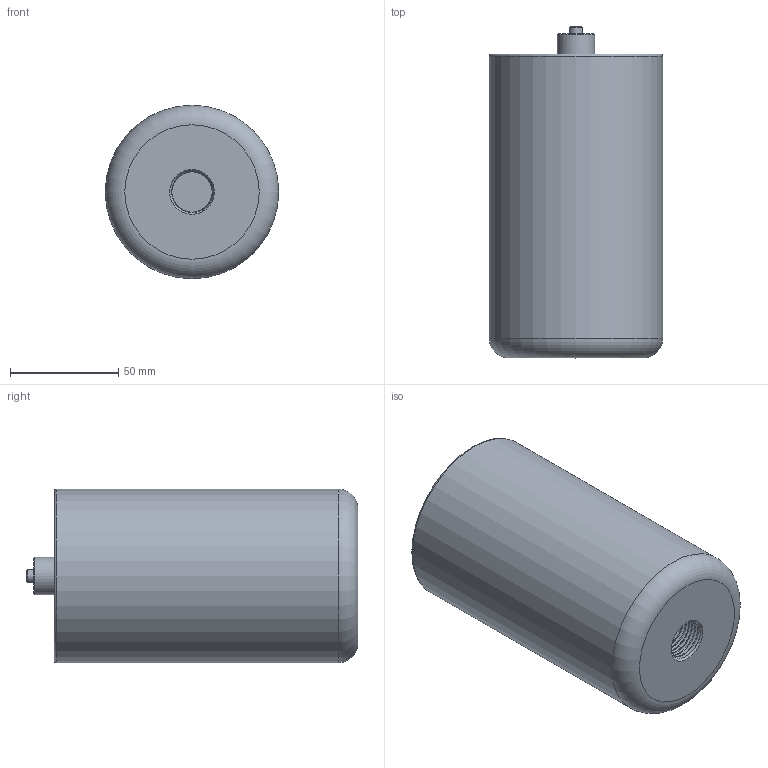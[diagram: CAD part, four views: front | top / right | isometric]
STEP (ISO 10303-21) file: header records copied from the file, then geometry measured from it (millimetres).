
FILE_DESCRIPTION (( 'STEP AP214' ), '1' );
FILE_NAME ('U002A01X1-PC.STEP', '2019-10-24T09:43:58', ( '' ), ( '' ), 'SwSTEP 2.0', 'SolidWorks 2020', '' );
FILE_SCHEMA (( 'AUTOMOTIVE_DESIGN' ));
Length unit declared in the file: millimetre
Products named in the file (3): U002 Body; Charging adaptor; U002A01X1-PC
Assembly tree (2 placements, depth 2):
  U002A01X1-PC
    U002 Body
    Charging adaptor
Bounding box: 80 x 153.1 x 80 mm (x, y, z)
Volume: 670667 mm3; surface area: 51677.2 mm2
Topology: 2 solids, 2 shells, 61 faces, 126 edges, 77 vertices
Faces by surface type: plane 34, cylinder 11, torus 7, cone 5, bspline 4
Full cylindrical faces by diameter (mm): 2.5 x2, 6 x1, 11.445 x1, 11.671 x2, 13 x1, 17.3 x1, 60 x1, 80 x1
Entity records: 4377 total; most frequent: CARTESIAN_POINT 2896, DIRECTION 254, ORIENTED_EDGE 196, AXIS2_PLACEMENT_3D 108, EDGE_CURVE 98, EDGE_LOOP 95, FACE_OUTER_BOUND 77, VERTEX_POINT 71
